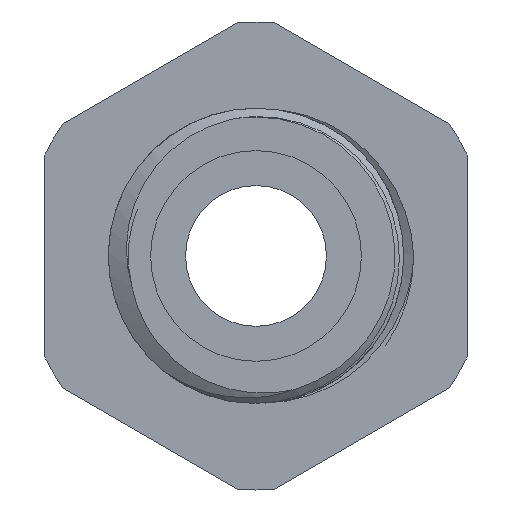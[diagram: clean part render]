
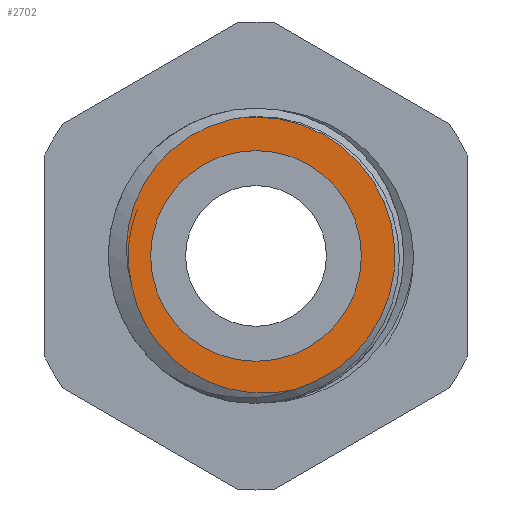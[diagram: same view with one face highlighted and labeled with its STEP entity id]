
A CAD part, front view. The second image highlights one B-rep face of the part: STEP entity #2702.
In plain terms, the highlighted planar face has unit normal (0, -1, 0).
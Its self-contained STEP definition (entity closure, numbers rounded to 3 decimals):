
#600 = CARTESIAN_POINT ( 'NONE',  ( -1.464, -11.481, 7.758 ) ) ;
#648 = CARTESIAN_POINT ( 'NONE',  ( -4.644, -11.481, 6.164 ) ) ;
#692 = CARTESIAN_POINT ( 'NONE',  ( -7.324, -11.481, -0.439 ) ) ;
#763 = ORIENTED_EDGE ( 'NONE', *, *, #12847, .T. ) ;
#822 = ORIENTED_EDGE ( 'NONE', *, *, #11620, .T. ) ;
#943 = CARTESIAN_POINT ( 'NONE',  ( -2.784, -11.481, -7.119 ) ) ;
#1149 = CIRCLE ( 'NONE', #13405, 7.895 ) ;
#1200 = VERTEX_POINT ( 'NONE', #13447 ) ;
#1589 = VERTEX_POINT ( 'NONE', #9648 ) ;
#1601 = DIRECTION ( 'NONE',  ( 0., 0., 1. ) ) ;
#1647 = DIRECTION ( 'NONE',  ( 0., 1., 0. ) ) ;
#1656 = CARTESIAN_POINT ( 'NONE',  ( -1.712, -11.481, 7.698 ) ) ;
#1708 = CARTESIAN_POINT ( 'NONE',  ( -5.207, -11.481, 5.645 ) ) ;
#1758 = CARTESIAN_POINT ( 'NONE',  ( -7.197, -11.481, -1.203 ) ) ;
#1865 = CARTESIAN_POINT ( 'NONE',  ( 0., -11.481, 5.988 ) ) ;
#1962 = CARTESIAN_POINT ( 'NONE',  ( -6.53, -11.481, -3.409 ) ) ;
#2008 = CARTESIAN_POINT ( 'NONE',  ( -1.823, -11.481, -7.492 ) ) ;
#2105 = PLANE ( 'NONE',  #7270 ) ;
#2274 = AXIS2_PLACEMENT_3D ( 'NONE', #10149, #3846, #11150 ) ;
#2391 = CARTESIAN_POINT ( 'NONE',  ( 0., -11.481, 0. ) ) ;
#2615 = B_SPLINE_CURVE_WITH_KNOTS ( 'NONE', 3,
 ( #600, #1656, #11132, #4906, #12163, #5985, #13196, #7078, #648, #8183, #1708, #9191, #2785, #10178, #3870, #11170, #4954, #12204, #6034, #13239, #7129, #692, #8226, #1758, #9234, #2833 ),
 .UNSPECIFIED., .F., .F.,
 ( 4, 2, 2, 2, 2, 2, 2, 2, 2, 2, 2, 2, 4 ),
 ( 0.01, 0.011, 0.012, 0.014, 0.014, 0.015, 0.016, 0.017, 0.018, 0.02, 0.021, 0.022, 0.023 ),
 .UNSPECIFIED. ) ;
#2702 = ADVANCED_FACE ( 'NONE', ( #4120, #9745 ), #2105, .F. ) ;
#2785 = CARTESIAN_POINT ( 'NONE',  ( -5.715, -11.481, 5.074 ) ) ;
#2833 = CARTESIAN_POINT ( 'NONE',  ( -7.063, -11.481, -1.702 ) ) ;
#3012 = VERTEX_POINT ( 'NONE', #6735 ) ;
#3046 = CARTESIAN_POINT ( 'NONE',  ( -6.174, -11.481, -4.093 ) ) ;
#3099 = CARTESIAN_POINT ( 'NONE',  ( -0.319, -11.481, -7.78 ) ) ;
#3846 = DIRECTION ( 'NONE',  ( 0., -1., 0. ) ) ;
#3870 = CARTESIAN_POINT ( 'NONE',  ( -6.167, -11.481, 4.449 ) ) ;
#4120 = FACE_BOUND ( 'NONE', #5460, .T. ) ;
#4134 = CARTESIAN_POINT ( 'NONE',  ( -5.603, -11.481, -4.947 ) ) ;
#4180 = CARTESIAN_POINT ( 'NONE',  ( 1.224, -11.481, -7.764 ) ) ;
#4183 = CARTESIAN_POINT ( 'NONE',  ( 0., -11.481, 0. ) ) ;
#4906 = CARTESIAN_POINT ( 'NONE',  ( -2.447, -11.481, 7.456 ) ) ;
#4954 = CARTESIAN_POINT ( 'NONE',  ( -6.779, -11.481, 3.325 ) ) ;
#5153 = CARTESIAN_POINT ( 'NONE',  ( 0., -11.481, 0. ) ) ;
#5208 = CARTESIAN_POINT ( 'NONE',  ( -4.712, -11.481, -5.866 ) ) ;
#5250 = CARTESIAN_POINT ( 'NONE',  ( 2.231, -11.481, -7.573 ) ) ;
#5251 = DIRECTION ( 'NONE',  ( 0., 0., 1. ) ) ;
#5460 = EDGE_LOOP ( 'NONE', ( #10837, #8778 ) ) ;
#5649 = CARTESIAN_POINT ( 'NONE',  ( 0., -11.481, 7.895 ) ) ;
#5834 = CARTESIAN_POINT ( 'NONE',  ( 0., -11.481, 0. ) ) ;
#5985 = CARTESIAN_POINT ( 'NONE',  ( -3.378, -11.481, 7.039 ) ) ;
#6034 = CARTESIAN_POINT ( 'NONE',  ( -7.235, -11.481, 1.853 ) ) ;
#6229 = DIRECTION ( 'NONE',  ( 0., 0., 1. ) ) ;
#6288 = CARTESIAN_POINT ( 'NONE',  ( -4.11, -11.481, -6.35 ) ) ;
#6648 = EDGE_CURVE ( 'NONE', #1200, #8324, #7790, .T. ) ;
#6735 = CARTESIAN_POINT ( 'NONE',  ( -7.063, -11.481, -1.702 ) ) ;
#6890 = B_SPLINE_CURVE_WITH_KNOTS ( 'NONE', 3,
 ( #13439, #7342, #8415, #1962, #9435, #3046, #10417, #4134, #11409, #5208, #12460, #6288, #13474, #7393, #943, #8462, #2008, #9476, #3099, #10463, #4180, #11457, #5250 ),
 .UNSPECIFIED., .F., .F.,
 ( 4, 2, 2, 2, 2, 2, 1, 2, 2, 2, 2, 4 ),
 ( 0., 0.002, 0.002, 0.003, 0.005, 0.005, 0.006, 0.007, 0.008, 0.009, 0.011, 0.012 ),
 .UNSPECIFIED. ) ;
#6928 = DIRECTION ( 'NONE',  ( 0., 0., -1. ) ) ;
#7027 = VERTEX_POINT ( 'NONE', #5649 ) ;
#7078 = CARTESIAN_POINT ( 'NONE',  ( -4.443, -11.481, 6.326 ) ) ;
#7129 = CARTESIAN_POINT ( 'NONE',  ( -7.383, -11.481, 0.33 ) ) ;
#7270 = AXIS2_PLACEMENT_3D ( 'NONE', #2391, #1647, #1601 ) ;
#7342 = CARTESIAN_POINT ( 'NONE',  ( -6.969, -11.481, -2.211 ) ) ;
#7393 = CARTESIAN_POINT ( 'NONE',  ( -3.244, -11.481, -6.892 ) ) ;
#7696 = CARTESIAN_POINT ( 'NONE',  ( 2.231, -11.481, -7.573 ) ) ;
#7790 = CIRCLE ( 'NONE', #10024, 5.988 ) ;
#8183 = CARTESIAN_POINT ( 'NONE',  ( -5.026, -11.481, 5.823 ) ) ;
#8226 = CARTESIAN_POINT ( 'NONE',  ( -7.291, -11.481, -0.696 ) ) ;
#8324 = VERTEX_POINT ( 'NONE', #1865 ) ;
#8415 = CARTESIAN_POINT ( 'NONE',  ( -6.823, -11.481, -2.701 ) ) ;
#8462 = CARTESIAN_POINT ( 'NONE',  ( -2.546, -11.481, -7.222 ) ) ;
#8778 = ORIENTED_EDGE ( 'NONE', *, *, #10250, .F. ) ;
#9191 = CARTESIAN_POINT ( 'NONE',  ( -5.552, -11.481, 5.27 ) ) ;
#9234 = CARTESIAN_POINT ( 'NONE',  ( -7.137, -11.481, -1.454 ) ) ;
#9435 = CARTESIAN_POINT ( 'NONE',  ( -6.42, -11.481, -3.64 ) ) ;
#9476 = CARTESIAN_POINT ( 'NONE',  ( -1.329, -11.481, -7.621 ) ) ;
#9648 = CARTESIAN_POINT ( 'NONE',  ( -1.464, -11.481, 7.758 ) ) ;
#9692 = AXIS2_PLACEMENT_3D ( 'NONE', #5153, #12417, #6229 ) ;
#9745 = FACE_OUTER_BOUND ( 'NONE', #10051, .T. ) ;
#10024 = AXIS2_PLACEMENT_3D ( 'NONE', #5834, #13053, #6928 ) ;
#10051 = EDGE_LOOP ( 'NONE', ( #11343, #11626, #763, #822 ) ) ;
#10126 = CIRCLE ( 'NONE', #2274, 5.988 ) ;
#10149 = CARTESIAN_POINT ( 'NONE',  ( 0., -11.481, 0. ) ) ;
#10178 = CARTESIAN_POINT ( 'NONE',  ( -6.022, -11.481, 4.664 ) ) ;
#10250 = EDGE_CURVE ( 'NONE', #8324, #1200, #10126, .T. ) ;
#10346 = EDGE_CURVE ( 'NONE', #3012, #13480, #6890, .T. ) ;
#10417 = CARTESIAN_POINT ( 'NONE',  ( -6.038, -11.481, -4.314 ) ) ;
#10463 = CARTESIAN_POINT ( 'NONE',  ( 0.202, -11.481, -7.808 ) ) ;
#10837 = ORIENTED_EDGE ( 'NONE', *, *, #6648, .F. ) ;
#11132 = CARTESIAN_POINT ( 'NONE',  ( -1.961, -11.481, 7.625 ) ) ;
#11150 = DIRECTION ( 'NONE',  ( 0., 0., -1. ) ) ;
#11170 = CARTESIAN_POINT ( 'NONE',  ( -6.563, -11.481, 3.787 ) ) ;
#11343 = ORIENTED_EDGE ( 'NONE', *, *, #13247, .T. ) ;
#11409 = CARTESIAN_POINT ( 'NONE',  ( -5.27, -11.481, -5.334 ) ) ;
#11457 = CARTESIAN_POINT ( 'NONE',  ( 1.73, -11.481, -7.694 ) ) ;
#11458 = DIRECTION ( 'NONE',  ( 0., -1., 0. ) ) ;
#11482 = CIRCLE ( 'NONE', #9692, 7.895 ) ;
#11620 = EDGE_CURVE ( 'NONE', #7027, #1589, #1149, .T. ) ;
#11626 = ORIENTED_EDGE ( 'NONE', *, *, #10346, .T. ) ;
#12163 = CARTESIAN_POINT ( 'NONE',  ( -2.684, -11.481, 7.36 ) ) ;
#12204 = CARTESIAN_POINT ( 'NONE',  ( -7.115, -11.481, 2.361 ) ) ;
#12417 = DIRECTION ( 'NONE',  ( 0., -1., 0. ) ) ;
#12460 = CARTESIAN_POINT ( 'NONE',  ( -4.515, -11.481, -6.036 ) ) ;
#12847 = EDGE_CURVE ( 'NONE', #13480, #7027, #11482, .T. ) ;
#13053 = DIRECTION ( 'NONE',  ( 0., -1., 0. ) ) ;
#13196 = CARTESIAN_POINT ( 'NONE',  ( -3.818, -11.481, 6.781 ) ) ;
#13239 = CARTESIAN_POINT ( 'NONE',  ( -7.368, -11.481, 0.84 ) ) ;
#13247 = EDGE_CURVE ( 'NONE', #1589, #3012, #2615, .T. ) ;
#13405 = AXIS2_PLACEMENT_3D ( 'NONE', #4183, #11458, #5251 ) ;
#13439 = CARTESIAN_POINT ( 'NONE',  ( -7.063, -11.481, -1.702 ) ) ;
#13447 = CARTESIAN_POINT ( 'NONE',  ( 0., -11.481, -5.988 ) ) ;
#13474 = CARTESIAN_POINT ( 'NONE',  ( -3.69, -11.481, -6.643 ) ) ;
#13480 = VERTEX_POINT ( 'NONE', #7696 ) ;
